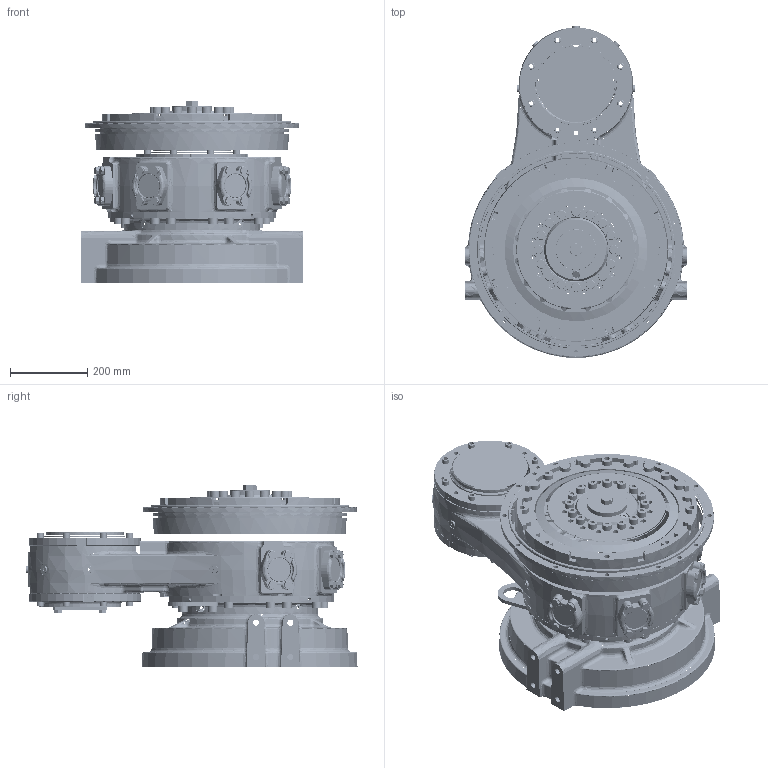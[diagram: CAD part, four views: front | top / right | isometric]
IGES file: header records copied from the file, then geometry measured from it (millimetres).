
Start section: SolidWorks IGES file using analytic representation for surfaces
Global section: file name:  1029995C.igs; native system: SolidWorks 2015; preprocessor: SolidWorks 2015; author: smtservice; date: 190808.233307; units: millimetre
Bounding box: 571.5 x 857.61 x 469.88 mm (x, y, z)
Surface area: 3008718.4 mm2 (no closed solid volume)
Topology: 0 solids, 1 shells, 2451 faces, 47372 edges, 46961 vertices
Faces by surface type: bspline 1575, revolution 876
